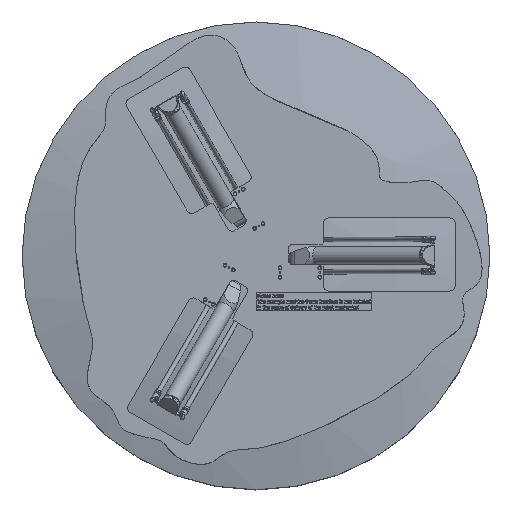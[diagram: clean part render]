
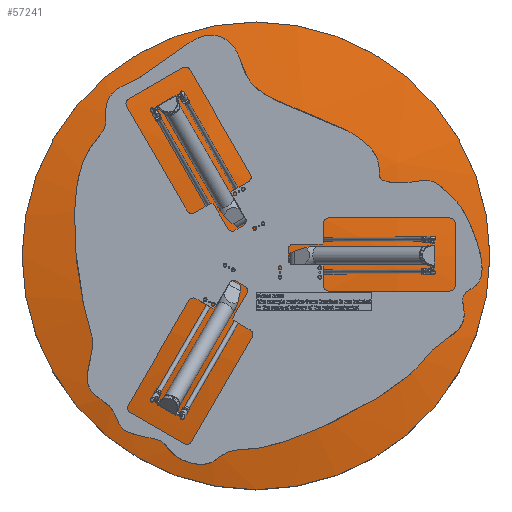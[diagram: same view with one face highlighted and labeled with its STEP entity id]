
A CAD part, top view. The second image highlights one B-rep face of the part: STEP entity #57241.
In plain terms, the highlighted spherical face has radius 3071.11 mm.
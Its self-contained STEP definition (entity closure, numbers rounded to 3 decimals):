
#2630=SPHERICAL_SURFACE('',#60897,3071.113);
#18316=FACE_OUTER_BOUND('',#22038,.T.);
#22038=EDGE_LOOP('',(#51532));
#23159=CIRCLE('',#60898,799.9);
#28294=VERTEX_POINT('',#109836);
#36041=EDGE_CURVE('',#28294,#28294,#23159,.T.);
#51532=ORIENTED_EDGE('',*,*,#36041,.F.);
#57241=ADVANCED_FACE('',(#18316),#2630,.T.);
#60897=AXIS2_PLACEMENT_3D('',#109835,#72809,#72810);
#60898=AXIS2_PLACEMENT_3D('',#109837,#72811,#72812);
#72809=DIRECTION('center_axis',(0.,0.,1.));
#72810=DIRECTION('ref_axis',(1.,0.,0.));
#72811=DIRECTION('center_axis',(0.,-1.,0.));
#72812=DIRECTION('ref_axis',(0.,0.,-1.));
#109835=CARTESIAN_POINT('Origin',(0.,-2365.113,0.));
#109836=CARTESIAN_POINT('',(0.,600.,-799.9));
#109837=CARTESIAN_POINT('Origin',(0.,600.,0.));
